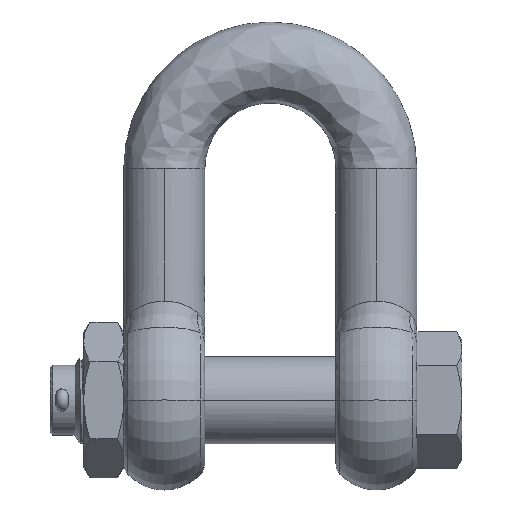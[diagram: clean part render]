
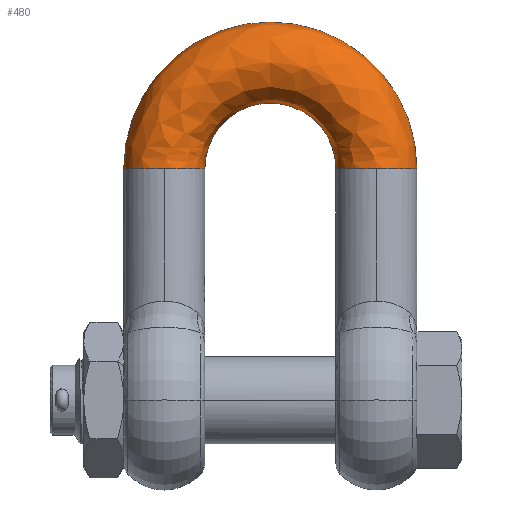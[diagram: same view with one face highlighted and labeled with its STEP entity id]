
A CAD part, top view. The second image highlights one B-rep face of the part: STEP entity #480.
In plain terms, the highlighted free-form (B-spline) face has degree [3, 3] with [4, 4] control points.
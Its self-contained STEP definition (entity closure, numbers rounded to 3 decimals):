
#480=ADVANCED_FACE('NONE',(#1628),#1629,.F.);
#1628=FACE_OUTER_BOUND('',#5813,.T.);
#1629=(B_SPLINE_SURFACE(3,3,((#5815,#5816,#5817,#5818),(#5819,#5820,#5821,#5822),(#5823,#5824,#5825,#5826),(#5827,#5828,#5829,#5830)),.UNSPECIFIED.,.F.,.F.,.F.)B_SPLINE_SURFACE_WITH_KNOTS((4,4),(4,4),(0.0,1.0),(0.0,1.0),.UNSPECIFIED.)RATIONAL_B_SPLINE_SURFACE(((1.0,0.333,0.333,1.0),(0.333,0.111,0.111,0.333),(0.333,0.111,0.111,0.333),(1.0,0.333,0.333,1.0)))BOUNDED_SURFACE()REPRESENTATION_ITEM('')GEOMETRIC_REPRESENTATION_ITEM()SURFACE());
#5813=EDGE_LOOP('',(#16807,#16808,#16809,#16810,#16811,#16812));
#5815=CARTESIAN_POINT('',(-52.5,185.5,0.));
#5816=CARTESIAN_POINT('',(-52.5,290.5,0.));
#5817=CARTESIAN_POINT('',(52.5,290.5,0.));
#5818=CARTESIAN_POINT('',(52.5,185.5,0.));
#5819=CARTESIAN_POINT('',(-52.5,185.5,65.0));
#5820=CARTESIAN_POINT('',(-52.5,290.5,65.0));
#5821=CARTESIAN_POINT('',(52.5,290.5,65.0));
#5822=CARTESIAN_POINT('',(52.5,185.5,65.0));
#5823=CARTESIAN_POINT('',(-117.5,185.5,65.0));
#5824=CARTESIAN_POINT('',(-117.5,420.5,65.0));
#5825=CARTESIAN_POINT('',(117.5,420.5,65.0));
#5826=CARTESIAN_POINT('',(117.5,185.5,65.0));
#5827=CARTESIAN_POINT('',(-117.5,185.5,0.));
#5828=CARTESIAN_POINT('',(-117.5,420.5,0.));
#5829=CARTESIAN_POINT('',(117.5,420.5,0.));
#5830=CARTESIAN_POINT('',(117.5,185.5,0.));
#16807=ORIENTED_EDGE('',*,*,#19730,.F.);
#16808=ORIENTED_EDGE('',*,*,#20602,.F.);
#16809=ORIENTED_EDGE('',*,*,#20747,.T.);
#16810=ORIENTED_EDGE('',*,*,#19626,.T.);
#16811=ORIENTED_EDGE('',*,*,#20600,.F.);
#16812=ORIENTED_EDGE('',*,*,#20453,.F.);
#19626=EDGE_CURVE('NONE',#21705,#21706,#21707,.T.);
#19730=EDGE_CURVE('NONE',#21912,#21914,#21915,.T.);
#20453=EDGE_CURVE('NONE',#21914,#23137,#23138,.T.);
#20600=EDGE_CURVE('NONE',#23137,#21706,#23374,.T.);
#20602=EDGE_CURVE('NONE',#23375,#21912,#23377,.T.);
#20747=EDGE_CURVE('NONE',#23375,#21705,#23593,.T.);
#21705=VERTEX_POINT('NONE',#25288);
#21706=VERTEX_POINT('NONE',#25289);
#21707=CIRCLE('',#25290,32.5);
#21912=VERTEX_POINT('NONE',#25880);
#21914=VERTEX_POINT('NONE',#25882);
#21915=CIRCLE('',#25883,32.5);
#23137=VERTEX_POINT('NONE',#30253);
#23138=CIRCLE('',#30254,32.5);
#23374=CIRCLE('',#30788,117.5);
#23375=VERTEX_POINT('NONE',#30789);
#23377=CIRCLE('',#30791,52.5);
#23593=CIRCLE('',#31408,32.5);
#25288=CARTESIAN_POINT('',(85.0,185.5,32.5));
#25289=CARTESIAN_POINT('',(117.5,185.5,0.));
#25290=AXIS2_PLACEMENT_3D('',#38473,#38474,#38475);
#25880=CARTESIAN_POINT('',(-52.5,185.5,0.));
#25882=CARTESIAN_POINT('',(-85.0,185.5,32.5));
#25883=AXIS2_PLACEMENT_3D('',#38560,#38561,#38562);
#30253=CARTESIAN_POINT('',(-117.5,185.5,0.));
#30254=AXIS2_PLACEMENT_3D('',#39177,#39178,#39179);
#30788=AXIS2_PLACEMENT_3D('',#39316,#39317,#39318);
#30789=CARTESIAN_POINT('',(52.5,185.5,0.));
#30791=AXIS2_PLACEMENT_3D('',#39322,#39323,#39324);
#31408=AXIS2_PLACEMENT_3D('',#39445,#39446,#39447);
#38473=CARTESIAN_POINT('',(85.0,185.5,0.0));
#38474=DIRECTION('',(0.0,1.0,0.0));
#38475=DIRECTION('',(1.0,0.0,0.));
#38560=CARTESIAN_POINT('',(-85.0,185.5,0.));
#38561=DIRECTION('',(0.0,-1.0,0.0));
#38562=DIRECTION('',(0.0,0.0,-1.0));
#39177=CARTESIAN_POINT('',(-85.0,185.5,0.));
#39178=DIRECTION('',(0.0,-1.0,0.0));
#39179=DIRECTION('',(0.0,0.0,-1.0));
#39316=CARTESIAN_POINT('',(0.0,185.5,0.));
#39317=DIRECTION('',(0.0,0.0,-1.0));
#39318=DIRECTION('',(-1.0,0.0,0.0));
#39322=CARTESIAN_POINT('',(0.0,185.5,0.));
#39323=DIRECTION('',(0.0,0.0,1.0));
#39324=DIRECTION('',(-1.0,0.0,0.0));
#39445=CARTESIAN_POINT('',(85.0,185.5,0.0));
#39446=DIRECTION('',(0.0,1.0,0.0));
#39447=DIRECTION('',(1.0,0.0,0.));
